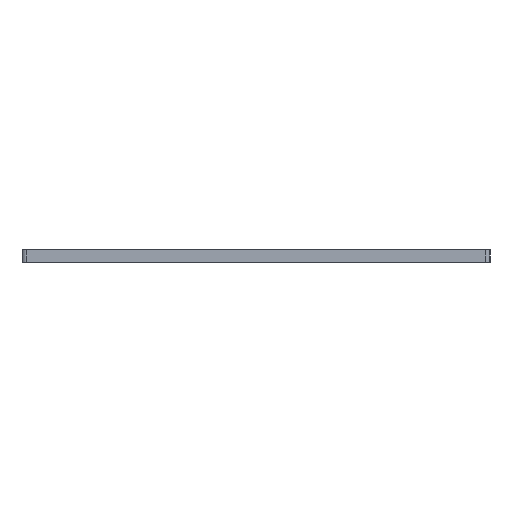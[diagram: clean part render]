
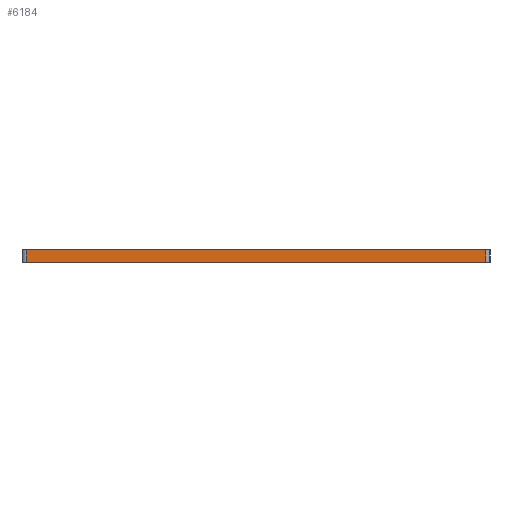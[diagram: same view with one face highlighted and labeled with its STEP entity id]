
A CAD part, left-side view. The second image highlights one B-rep face of the part: STEP entity #6184.
In plain terms, the highlighted planar face has unit normal (-1, 0, 0).
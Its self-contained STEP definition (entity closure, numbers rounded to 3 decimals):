
#83 = PLANE('',#84);
#84 = AXIS2_PLACEMENT_3D('',#85,#86,#87);
#85 = CARTESIAN_POINT('',(154.523,-114.585,1.6));
#86 = DIRECTION('',(0.,0.,1.));
#87 = DIRECTION('',(1.,0.,0.));
#137 = PLANE('',#138);
#138 = AXIS2_PLACEMENT_3D('',#139,#140,#141);
#139 = CARTESIAN_POINT('',(154.523,-114.585,0.));
#140 = DIRECTION('',(0.,0.,1.));
#141 = DIRECTION('',(1.,0.,0.));
#334 = VERTEX_POINT('',#335);
#335 = CARTESIAN_POINT('',(104.521,-85.585,0.));
#350 = CYLINDRICAL_SURFACE('',#351,0.508);
#351 = AXIS2_PLACEMENT_3D('',#352,#353,#354);
#352 = CARTESIAN_POINT('',(105.029,-85.585,0.));
#353 = DIRECTION('',(0.,0.,-1.));
#354 = DIRECTION('',(1.,0.,0.));
#362 = EDGE_CURVE('',#334,#363,#365,.T.);
#363 = VERTEX_POINT('',#364);
#364 = CARTESIAN_POINT('',(104.521,-143.574,0.));
#365 = SURFACE_CURVE('',#366,(#370,#377),.PCURVE_S1.);
#366 = LINE('',#367,#368);
#367 = CARTESIAN_POINT('',(104.521,-85.585,0.));
#368 = VECTOR('',#369,1.);
#369 = DIRECTION('',(0.,-1.,0.));
#370 = PCURVE('',#137,#371);
#371 = DEFINITIONAL_REPRESENTATION('',(#372),#376);
#372 = LINE('',#373,#374);
#373 = CARTESIAN_POINT('',(-50.002,29.001));
#374 = VECTOR('',#375,1.);
#375 = DIRECTION('',(0.,-1.));
#376 = ( GEOMETRIC_REPRESENTATION_CONTEXT(2) 
PARAMETRIC_REPRESENTATION_CONTEXT() REPRESENTATION_CONTEXT('2D SPACE',''
  ) );
#377 = PCURVE('',#378,#383);
#378 = PLANE('',#379);
#379 = AXIS2_PLACEMENT_3D('',#380,#381,#382);
#380 = CARTESIAN_POINT('',(104.521,-85.585,0.));
#381 = DIRECTION('',(1.,0.,0.));
#382 = DIRECTION('',(0.,-1.,0.));
#383 = DEFINITIONAL_REPRESENTATION('',(#384),#388);
#384 = LINE('',#385,#386);
#385 = CARTESIAN_POINT('',(0.,0.));
#386 = VECTOR('',#387,1.);
#387 = DIRECTION('',(1.,0.));
#388 = ( GEOMETRIC_REPRESENTATION_CONTEXT(2) 
PARAMETRIC_REPRESENTATION_CONTEXT() REPRESENTATION_CONTEXT('2D SPACE',''
  ) );
#407 = CYLINDRICAL_SURFACE('',#408,0.508);
#408 = AXIS2_PLACEMENT_3D('',#409,#410,#411);
#409 = CARTESIAN_POINT('',(105.029,-143.574,0.));
#410 = DIRECTION('',(0.,0.,-1.));
#411 = DIRECTION('',(1.,0.,0.));
#3495 = VERTEX_POINT('',#3496);
#3496 = CARTESIAN_POINT('',(104.521,-85.585,1.6));
#3518 = EDGE_CURVE('',#3495,#3519,#3521,.T.);
#3519 = VERTEX_POINT('',#3520);
#3520 = CARTESIAN_POINT('',(104.521,-143.574,1.6));
#3521 = SURFACE_CURVE('',#3522,(#3526,#3533),.PCURVE_S1.);
#3522 = LINE('',#3523,#3524);
#3523 = CARTESIAN_POINT('',(104.521,-85.585,1.6));
#3524 = VECTOR('',#3525,1.);
#3525 = DIRECTION('',(0.,-1.,0.));
#3526 = PCURVE('',#83,#3527);
#3527 = DEFINITIONAL_REPRESENTATION('',(#3528),#3532);
#3528 = LINE('',#3529,#3530);
#3529 = CARTESIAN_POINT('',(-50.002,29.001));
#3530 = VECTOR('',#3531,1.);
#3531 = DIRECTION('',(0.,-1.));
#3532 = ( GEOMETRIC_REPRESENTATION_CONTEXT(2) 
PARAMETRIC_REPRESENTATION_CONTEXT() REPRESENTATION_CONTEXT('2D SPACE',''
  ) );
#3533 = PCURVE('',#378,#3534);
#3534 = DEFINITIONAL_REPRESENTATION('',(#3535),#3539);
#3535 = LINE('',#3536,#3537);
#3536 = CARTESIAN_POINT('',(0.,-1.6));
#3537 = VECTOR('',#3538,1.);
#3538 = DIRECTION('',(1.,0.));
#3539 = ( GEOMETRIC_REPRESENTATION_CONTEXT(2) 
PARAMETRIC_REPRESENTATION_CONTEXT() REPRESENTATION_CONTEXT('2D SPACE',''
  ) );
#6134 = EDGE_CURVE('',#363,#3519,#6135,.T.);
#6135 = SURFACE_CURVE('',#6136,(#6140,#6147),.PCURVE_S1.);
#6136 = LINE('',#6137,#6138);
#6137 = CARTESIAN_POINT('',(104.521,-143.574,0.));
#6138 = VECTOR('',#6139,1.);
#6139 = DIRECTION('',(0.,0.,1.));
#6140 = PCURVE('',#407,#6141);
#6141 = DEFINITIONAL_REPRESENTATION('',(#6142),#6146);
#6142 = LINE('',#6143,#6144);
#6143 = CARTESIAN_POINT('',(-3.142,0.));
#6144 = VECTOR('',#6145,1.);
#6145 = DIRECTION('',(0.,-1.));
#6146 = ( GEOMETRIC_REPRESENTATION_CONTEXT(2) 
PARAMETRIC_REPRESENTATION_CONTEXT() REPRESENTATION_CONTEXT('2D SPACE',''
  ) );
#6147 = PCURVE('',#378,#6148);
#6148 = DEFINITIONAL_REPRESENTATION('',(#6149),#6153);
#6149 = LINE('',#6150,#6151);
#6150 = CARTESIAN_POINT('',(57.989,0.));
#6151 = VECTOR('',#6152,1.);
#6152 = DIRECTION('',(0.,-1.));
#6153 = ( GEOMETRIC_REPRESENTATION_CONTEXT(2) 
PARAMETRIC_REPRESENTATION_CONTEXT() REPRESENTATION_CONTEXT('2D SPACE',''
  ) );
#6163 = EDGE_CURVE('',#334,#3495,#6164,.T.);
#6164 = SURFACE_CURVE('',#6165,(#6169,#6176),.PCURVE_S1.);
#6165 = LINE('',#6166,#6167);
#6166 = CARTESIAN_POINT('',(104.521,-85.585,0.));
#6167 = VECTOR('',#6168,1.);
#6168 = DIRECTION('',(0.,0.,1.));
#6169 = PCURVE('',#350,#6170);
#6170 = DEFINITIONAL_REPRESENTATION('',(#6171),#6175);
#6171 = LINE('',#6172,#6173);
#6172 = CARTESIAN_POINT('',(-3.142,0.));
#6173 = VECTOR('',#6174,1.);
#6174 = DIRECTION('',(0.,-1.));
#6175 = ( GEOMETRIC_REPRESENTATION_CONTEXT(2) 
PARAMETRIC_REPRESENTATION_CONTEXT() REPRESENTATION_CONTEXT('2D SPACE',''
  ) );
#6176 = PCURVE('',#378,#6177);
#6177 = DEFINITIONAL_REPRESENTATION('',(#6178),#6182);
#6178 = LINE('',#6179,#6180);
#6179 = CARTESIAN_POINT('',(0.,0.));
#6180 = VECTOR('',#6181,1.);
#6181 = DIRECTION('',(0.,-1.));
#6182 = ( GEOMETRIC_REPRESENTATION_CONTEXT(2) 
PARAMETRIC_REPRESENTATION_CONTEXT() REPRESENTATION_CONTEXT('2D SPACE',''
  ) );
#6184 = ADVANCED_FACE('',(#6185),#378,.F.);
#6185 = FACE_BOUND('',#6186,.F.);
#6186 = EDGE_LOOP('',(#6187,#6188,#6189,#6190));
#6187 = ORIENTED_EDGE('',*,*,#6163,.T.);
#6188 = ORIENTED_EDGE('',*,*,#3518,.T.);
#6189 = ORIENTED_EDGE('',*,*,#6134,.F.);
#6190 = ORIENTED_EDGE('',*,*,#362,.F.);
